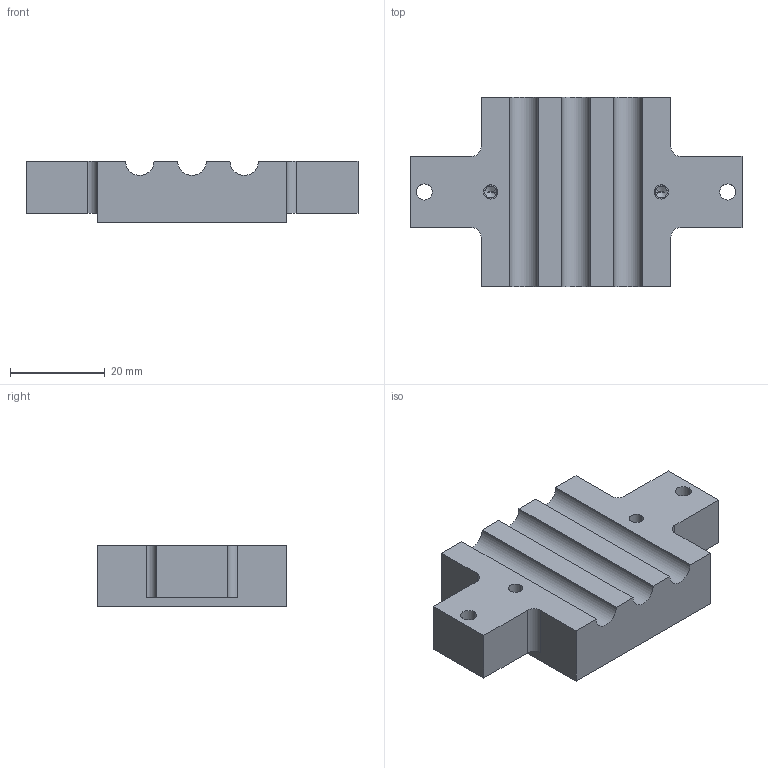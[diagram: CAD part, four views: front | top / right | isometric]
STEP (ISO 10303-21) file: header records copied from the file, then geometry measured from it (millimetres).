
FILE_DESCRIPTION (( 'STEP AP203' ), '1' );
FILE_NAME ('20-019385--HEATPIPE CLAMP A--Rev_A.step', '2022-06-14T14:55:00', ( '' ), ( '' ), 'SwSTEP 2.0', 'SolidWorks 2021', '' );
FILE_SCHEMA (( 'CONFIG_CONTROL_DESIGN' ));
Length unit declared in the file: millimetre
Products named in the file (1): 20-019385--HEATPIPE CLAMP A--Rev_A
Bounding box: 70 x 40 x 13 mm (x, y, z)
Volume: 23751.5 mm3; surface area: 7525.6 mm2
Topology: 1 solids, 1 shells, 42 faces, 110 edges, 70 vertices
Faces by surface type: cylinder 19, plane 19, cone 4
Entity records: 1357 total; most frequent: DIRECTION 230, CARTESIAN_POINT 219, ORIENTED_EDGE 212, EDGE_CURVE 106, AXIS2_PLACEMENT_3D 81, VERTEX_POINT 70, LINE 68, VECTOR 68
